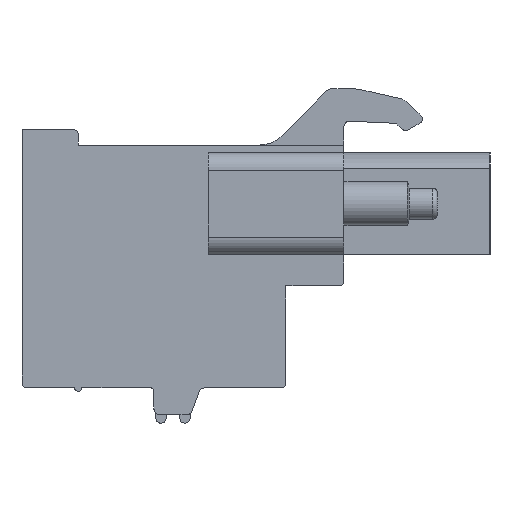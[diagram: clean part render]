
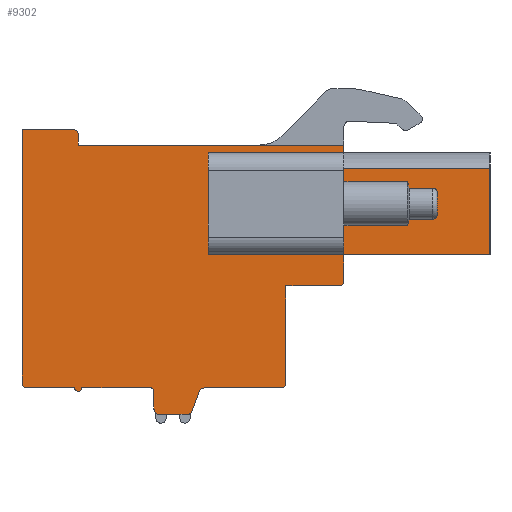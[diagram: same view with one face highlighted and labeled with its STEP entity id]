
A CAD part, left-side view. The second image highlights one B-rep face of the part: STEP entity #9302.
In plain terms, the highlighted planar face has unit normal (-1, 0, 0).
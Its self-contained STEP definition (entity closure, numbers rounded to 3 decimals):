
#1=DIRECTION('',(0.,-1.,0.));
#2=VECTOR('',#1,6.1);
#3=CARTESIAN_POINT('',(0.,2.04,0.73));
#4=LINE('',#3,#2);
#5=DIRECTION('',(0.,0.,1.));
#6=VECTOR('',#5,5.8);
#7=CARTESIAN_POINT('',(0.,-4.06,0.73));
#8=LINE('',#7,#6);
#9=DIRECTION('',(0.,1.,0.));
#10=VECTOR('',#9,6.1);
#11=CARTESIAN_POINT('',(0.,-4.06,6.53));
#12=LINE('',#11,#10);
#13=CARTESIAN_POINT('',(0.,-2.06,-6.54));
#14=DIRECTION('',(1.,0.,0.));
#15=DIRECTION('',(0.,-1.,0.));
#16=AXIS2_PLACEMENT_3D('',#13,#14,#15);
#18=DIRECTION('',(0.,1.,0.));
#19=VECTOR('',#18,4.34);
#20=CARTESIAN_POINT('',(0.,-2.06,-6.84));
#21=LINE('',#20,#19);
#22=CARTESIAN_POINT('',(0.,2.28,-7.14));
#23=DIRECTION('',(-1.,0.,0.));
#24=DIRECTION('',(0.,0.,1.));
#25=AXIS2_PLACEMENT_3D('',#22,#23,#24);
#27=DIRECTION('',(0.,0.345,-0.939));
#28=VECTOR('',#27,1.179);
#29=CARTESIAN_POINT('',(0.,2.562,-7.037));
#30=LINE('',#29,#28);
#31=CARTESIAN_POINT('',(0.,3.25,-8.04));
#32=DIRECTION('',(1.,0.,0.));
#33=DIRECTION('',(0.,-0.939,-0.345));
#34=AXIS2_PLACEMENT_3D('',#31,#32,#33);
#36=DIRECTION('',(0.,1.,0.));
#37=VECTOR('',#36,1.59);
#38=CARTESIAN_POINT('',(0.,3.25,-8.34));
#39=LINE('',#38,#37);
#40=CARTESIAN_POINT('',(0.,4.84,-8.04));
#41=DIRECTION('',(1.,0.,0.));
#42=DIRECTION('',(0.,0.,-1.));
#43=AXIS2_PLACEMENT_3D('',#40,#41,#42);
#45=DIRECTION('',(0.,0.,1.));
#46=VECTOR('',#45,1.);
#47=CARTESIAN_POINT('',(0.,5.14,-8.04));
#48=LINE('',#47,#46);
#49=CARTESIAN_POINT('',(0.,5.34,-7.04));
#50=DIRECTION('',(-1.,0.,0.));
#51=DIRECTION('',(0.,-1.,0.));
#52=AXIS2_PLACEMENT_3D('',#49,#50,#51);
#54=DIRECTION('',(0.,1.,0.));
#55=VECTOR('',#54,3.9);
#56=CARTESIAN_POINT('',(0.,5.34,-6.84));
#57=LINE('',#56,#55);
#58=CARTESIAN_POINT('',(0.,9.44,-6.84));
#59=DIRECTION('',(1.,0.,0.));
#60=DIRECTION('',(0.,-1.,0.));
#61=AXIS2_PLACEMENT_3D('',#58,#59,#60);
#63=DIRECTION('',(0.,1.,0.));
#64=VECTOR('',#63,2.7);
#65=CARTESIAN_POINT('',(0.,9.64,-6.84));
#66=LINE('',#65,#64);
#67=CARTESIAN_POINT('',(0.,12.34,-6.54));
#68=DIRECTION('',(1.,0.,0.));
#69=DIRECTION('',(0.,0.,-1.));
#70=AXIS2_PLACEMENT_3D('',#67,#68,#69);
#72=DIRECTION('',(0.,0.,1.));
#73=VECTOR('',#72,0.5);
#74=CARTESIAN_POINT('',(0.,12.64,-6.54));
#75=LINE('',#74,#73);
#76=DIRECTION('',(0.,0.,1.));
#77=VECTOR('',#76,13.9);
#78=CARTESIAN_POINT('',(0.,12.64,-6.04));
#79=LINE('',#78,#77);
#80=DIRECTION('',(0.,-1.,0.));
#81=VECTOR('',#80,2.9);
#82=CARTESIAN_POINT('',(0.,12.64,7.86));
#83=LINE('',#82,#81);
#84=CARTESIAN_POINT('',(0.,9.74,7.56));
#85=DIRECTION('',(1.,0.,0.));
#86=DIRECTION('',(0.,0.,1.));
#87=AXIS2_PLACEMENT_3D('',#84,#85,#86);
#89=DIRECTION('',(0.,0.,-1.));
#90=VECTOR('',#89,0.6);
#91=CARTESIAN_POINT('',(0.,9.44,7.56));
#92=LINE('',#91,#90);
#93=DIRECTION('',(0.,-1.,0.));
#94=VECTOR('',#93,15.1);
#95=CARTESIAN_POINT('',(0.,9.44,6.96));
#96=LINE('',#95,#94);
#97=DIRECTION('',(0.,0.,-1.));
#98=VECTOR('',#97,1.325);
#99=CARTESIAN_POINT('',(0.,-5.66,6.96));
#100=LINE('',#99,#98);
#101=DIRECTION('',(0.,1.,0.));
#102=VECTOR('',#101,8.3);
#103=CARTESIAN_POINT('',(0.,-13.96,5.635));
#104=LINE('',#103,#102);
#105=DIRECTION('',(0.,1.,0.));
#106=VECTOR('',#105,8.3);
#107=CARTESIAN_POINT('',(0.,-13.96,0.73));
#108=LINE('',#107,#106);
#109=DIRECTION('',(0.,0.,-1.));
#110=VECTOR('',#109,1.47);
#111=CARTESIAN_POINT('',(0.,-5.66,0.73));
#112=LINE('',#111,#110);
#113=CARTESIAN_POINT('',(0.,-5.36,-0.74));
#114=DIRECTION('',(-1.,0.,0.));
#115=DIRECTION('',(0.,0.,-1.));
#116=AXIS2_PLACEMENT_3D('',#113,#114,#115);
#322=DIRECTION('',(0.,0.,1.));
#323=VECTOR('',#322,5.8);
#324=CARTESIAN_POINT('',(0.,2.04,0.73));
#325=LINE('',#324,#323);
#659=DIRECTION('',(0.,-1.,0.));
#660=VECTOR('',#659,3.);
#661=CARTESIAN_POINT('',(0.,-2.36,-1.04));
#662=LINE('',#661,#660);
#1291=DIRECTION('',(0.,0.,1.));
#1292=VECTOR('',#1291,4.905);
#1293=CARTESIAN_POINT('',(0.,-13.96,0.73));
#1294=LINE('',#1293,#1292);
#2341=DIRECTION('',(0.,0.,1.));
#2342=VECTOR('',#2341,5.5);
#2343=CARTESIAN_POINT('',(0.,-2.36,-6.54));
#2344=LINE('',#2343,#2342);
#7043=CARTESIAN_POINT('',(0.,12.34,-6.84));
#7044=CARTESIAN_POINT('',(0.,12.64,-6.54));
#7045=VERTEX_POINT('',#7043);
#7046=VERTEX_POINT('',#7044);
#7047=CARTESIAN_POINT('',(0.,12.64,-6.04));
#7048=VERTEX_POINT('',#7047);
#7049=CARTESIAN_POINT('',(0.,12.64,7.86));
#7050=VERTEX_POINT('',#7049);
#7051=CARTESIAN_POINT('',(0.,9.74,7.86));
#7052=VERTEX_POINT('',#7051);
#7053=CARTESIAN_POINT('',(0.,9.44,7.56));
#7054=VERTEX_POINT('',#7053);
#7055=CARTESIAN_POINT('',(0.,9.44,6.96));
#7056=VERTEX_POINT('',#7055);
#7057=CARTESIAN_POINT('',(0.,-5.66,6.96));
#7058=VERTEX_POINT('',#7057);
#7059=CARTESIAN_POINT('',(0.,-2.36,-6.54));
#7060=CARTESIAN_POINT('',(0.,-2.06,-6.84));
#7061=VERTEX_POINT('',#7059);
#7062=VERTEX_POINT('',#7060);
#7063=CARTESIAN_POINT('',(0.,2.28,-6.84));
#7064=VERTEX_POINT('',#7063);
#7065=CARTESIAN_POINT('',(0.,2.562,-7.037));
#7066=VERTEX_POINT('',#7065);
#7067=CARTESIAN_POINT('',(0.,2.968,-8.143));
#7068=VERTEX_POINT('',#7067);
#7069=CARTESIAN_POINT('',(0.,3.25,-8.34));
#7070=VERTEX_POINT('',#7069);
#7071=CARTESIAN_POINT('',(0.,4.84,-8.34));
#7072=VERTEX_POINT('',#7071);
#7073=CARTESIAN_POINT('',(0.,5.14,-8.04));
#7074=VERTEX_POINT('',#7073);
#7075=CARTESIAN_POINT('',(0.,5.14,-7.04));
#7076=VERTEX_POINT('',#7075);
#7077=CARTESIAN_POINT('',(0.,5.34,-6.84));
#7078=VERTEX_POINT('',#7077);
#7079=CARTESIAN_POINT('',(0.,9.24,-6.84));
#7080=VERTEX_POINT('',#7079);
#7081=CARTESIAN_POINT('',(0.,9.64,-6.84));
#7082=VERTEX_POINT('',#7081);
#7147=CARTESIAN_POINT('',(0.,-13.96,0.73));
#7148=VERTEX_POINT('',#7147);
#7149=CARTESIAN_POINT('',(0.,-5.66,0.73));
#7150=VERTEX_POINT('',#7149);
#7375=CARTESIAN_POINT('',(0.,-13.96,5.635));
#7377=VERTEX_POINT('',#7375);
#8919=CARTESIAN_POINT('',(0.,2.04,0.73));
#8920=CARTESIAN_POINT('',(0.,2.04,6.53));
#8921=VERTEX_POINT('',#8919);
#8922=VERTEX_POINT('',#8920);
#8927=CARTESIAN_POINT('',(0.,-4.06,0.73));
#8929=VERTEX_POINT('',#8927);
#8931=CARTESIAN_POINT('',(0.,-4.06,6.53));
#8933=VERTEX_POINT('',#8931);
#8935=CARTESIAN_POINT('',(0.,-5.66,5.635));
#8936=VERTEX_POINT('',#8935);
#9083=CARTESIAN_POINT('',(0.,-5.36,-1.04));
#9084=CARTESIAN_POINT('',(0.,-5.66,-0.74));
#9085=VERTEX_POINT('',#9083);
#9086=VERTEX_POINT('',#9084);
#9087=CARTESIAN_POINT('',(0.,-2.36,-1.04));
#9088=VERTEX_POINT('',#9087);
#9231=CARTESIAN_POINT('',(0.,0.,0.));
#9232=DIRECTION('',(1.,0.,0.));
#9233=DIRECTION('',(0.,-1.,0.));
#9234=AXIS2_PLACEMENT_3D('',#9231,#9232,#9233);
#9235=PLANE('',#9234);
#9237=ORIENTED_EDGE('',*,*,#9236,.F.);
#9239=ORIENTED_EDGE('',*,*,#9238,.F.);
#9241=ORIENTED_EDGE('',*,*,#9240,.T.);
#9243=ORIENTED_EDGE('',*,*,#9242,.T.);
#9245=ORIENTED_EDGE('',*,*,#9244,.T.);
#9247=ORIENTED_EDGE('',*,*,#9246,.T.);
#9249=ORIENTED_EDGE('',*,*,#9248,.T.);
#9251=ORIENTED_EDGE('',*,*,#9250,.T.);
#9253=ORIENTED_EDGE('',*,*,#9252,.T.);
#9255=ORIENTED_EDGE('',*,*,#9254,.T.);
#9257=ORIENTED_EDGE('',*,*,#9256,.T.);
#9259=ORIENTED_EDGE('',*,*,#9258,.T.);
#9261=ORIENTED_EDGE('',*,*,#9260,.T.);
#9263=ORIENTED_EDGE('',*,*,#9262,.T.);
#9265=ORIENTED_EDGE('',*,*,#9264,.T.);
#9267=ORIENTED_EDGE('',*,*,#9266,.T.);
#9269=ORIENTED_EDGE('',*,*,#9268,.T.);
#9271=ORIENTED_EDGE('',*,*,#9270,.T.);
#9273=ORIENTED_EDGE('',*,*,#9272,.T.);
#9275=ORIENTED_EDGE('',*,*,#9274,.T.);
#9277=ORIENTED_EDGE('',*,*,#9276,.T.);
#9279=ORIENTED_EDGE('',*,*,#9278,.T.);
#9281=ORIENTED_EDGE('',*,*,#9280,.F.);
#9283=ORIENTED_EDGE('',*,*,#9282,.F.);
#9285=ORIENTED_EDGE('',*,*,#9284,.T.);
#9287=ORIENTED_EDGE('',*,*,#9286,.T.);
#9289=ORIENTED_EDGE('',*,*,#9288,.F.);
#9290=EDGE_LOOP('',(#9237,#9239,#9241,#9243,#9245,#9247,#9249,#9251,#9253,#9255,
#9257,#9259,#9261,#9263,#9265,#9267,#9269,#9271,#9273,#9275,#9277,#9279,#9281,
#9283,#9285,#9287,#9289));
#9291=FACE_OUTER_BOUND('',#9290,.F.);
#9293=ORIENTED_EDGE('',*,*,#9292,.T.);
#9295=ORIENTED_EDGE('',*,*,#9294,.T.);
#9297=ORIENTED_EDGE('',*,*,#9296,.T.);
#9299=ORIENTED_EDGE('',*,*,#9298,.F.);
#9300=EDGE_LOOP('',(#9293,#9295,#9297,#9299));
#9301=FACE_BOUND('',#9300,.F.);
#9302=ADVANCED_FACE('',(#9291,#9301),#9235,.F.);
#17=CIRCLE('',#16,0.3);
#26=CIRCLE('',#25,0.3);
#35=CIRCLE('',#34,0.3);
#44=CIRCLE('',#43,0.3);
#53=CIRCLE('',#52,0.2);
#62=CIRCLE('',#61,0.2);
#71=CIRCLE('',#70,0.3);
#88=CIRCLE('',#87,0.3);
#117=CIRCLE('',#116,0.3);
#9236=EDGE_CURVE('',#9088,#9085,#662,.T.);
#9238=EDGE_CURVE('',#7061,#9088,#2344,.T.);
#9240=EDGE_CURVE('',#7061,#7062,#17,.T.);
#9242=EDGE_CURVE('',#7062,#7064,#21,.T.);
#9244=EDGE_CURVE('',#7064,#7066,#26,.T.);
#9246=EDGE_CURVE('',#7066,#7068,#30,.T.);
#9248=EDGE_CURVE('',#7068,#7070,#35,.T.);
#9250=EDGE_CURVE('',#7070,#7072,#39,.T.);
#9252=EDGE_CURVE('',#7072,#7074,#44,.T.);
#9254=EDGE_CURVE('',#7074,#7076,#48,.T.);
#9256=EDGE_CURVE('',#7076,#7078,#53,.T.);
#9258=EDGE_CURVE('',#7078,#7080,#57,.T.);
#9260=EDGE_CURVE('',#7080,#7082,#62,.T.);
#9262=EDGE_CURVE('',#7082,#7045,#66,.T.);
#9264=EDGE_CURVE('',#7045,#7046,#71,.T.);
#9266=EDGE_CURVE('',#7046,#7048,#75,.T.);
#9268=EDGE_CURVE('',#7048,#7050,#79,.T.);
#9270=EDGE_CURVE('',#7050,#7052,#83,.T.);
#9272=EDGE_CURVE('',#7052,#7054,#88,.T.);
#9274=EDGE_CURVE('',#7054,#7056,#92,.T.);
#9276=EDGE_CURVE('',#7056,#7058,#96,.T.);
#9278=EDGE_CURVE('',#7058,#8936,#100,.T.);
#9280=EDGE_CURVE('',#7377,#8936,#104,.T.);
#9282=EDGE_CURVE('',#7148,#7377,#1294,.T.);
#9284=EDGE_CURVE('',#7148,#7150,#108,.T.);
#9286=EDGE_CURVE('',#7150,#9086,#112,.T.);
#9288=EDGE_CURVE('',#9085,#9086,#117,.T.);
#9292=EDGE_CURVE('',#8921,#8929,#4,.T.);
#9294=EDGE_CURVE('',#8929,#8933,#8,.T.);
#9296=EDGE_CURVE('',#8933,#8922,#12,.T.);
#9298=EDGE_CURVE('',#8921,#8922,#325,.T.);
